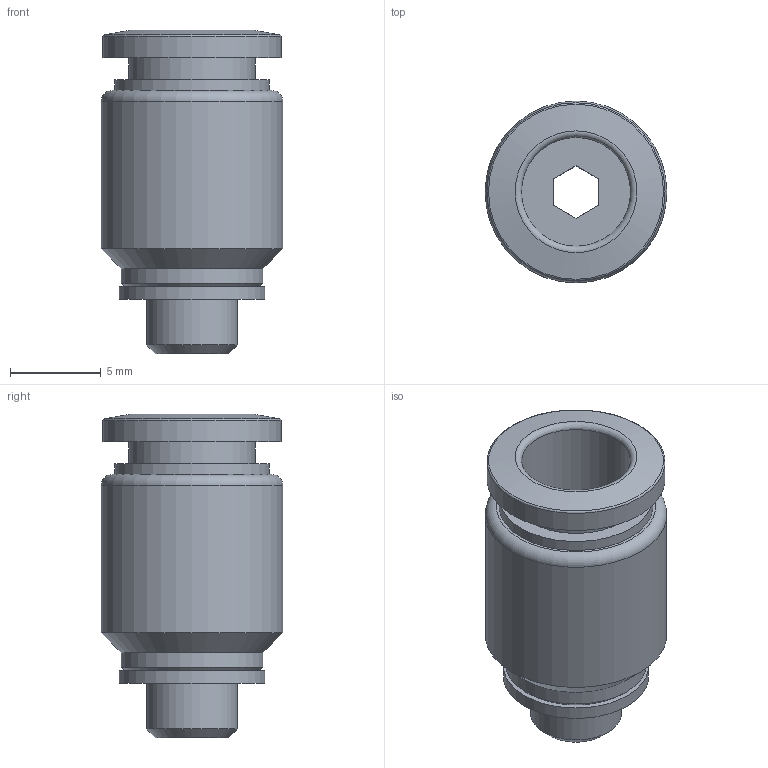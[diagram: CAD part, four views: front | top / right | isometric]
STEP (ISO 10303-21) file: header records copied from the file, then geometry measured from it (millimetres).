
FILE_DESCRIPTION(/* description */ ('STEP AP214'),/* implementation_level */ '2;1');
FILE_NAME(/* name */ '8144596_NPQE-DK-M5-Q6-F1A-P10',/* time_stamp */ '2024-09-13T01:21:13+02:00',/* author */ ('License CC BY-ND 4.0'),/* organization */ ('CADENAS'),/* preprocessor_version */ 'ST-DEVELOPER v19.3',/* originating_system */ 'PARTsolutions',/* authorisation */ ' ');
FILE_SCHEMA (('AUTOMOTIVE_DESIGN {1 0 10303 214 3 1 1}'));
Length unit declared in the file: millimetre
Products named in the file (1): 8144596 NPQE-DK-M5-Q6-F1A-P10_high
Bounding box: 10 x 10 x 17.82 mm (x, y, z)
Volume: 786.5 mm3; surface area: 912.2 mm2
Topology: 1 solids, 1 shells, 29 faces, 57 edges, 35 vertices
Faces by surface type: plane 13, cylinder 8, cone 5, torus 3
Full cylindrical faces by diameter (mm): 5 x1, 6 x1, 6.95 x1, 7.8 x1, 8 x1, 8.5 x1, 9.8 x1, 10 x1
Entity records: 891 total; most frequent: CARTESIAN_POINT 124, DIRECTION 116, ORIENTED_EDGE 80, EDGE_LOOP 52, FACE_BOUND 52, AXIS2_PLACEMENT_3D 52, EDGE_CURVE 40, VERTEX_POINT 34
